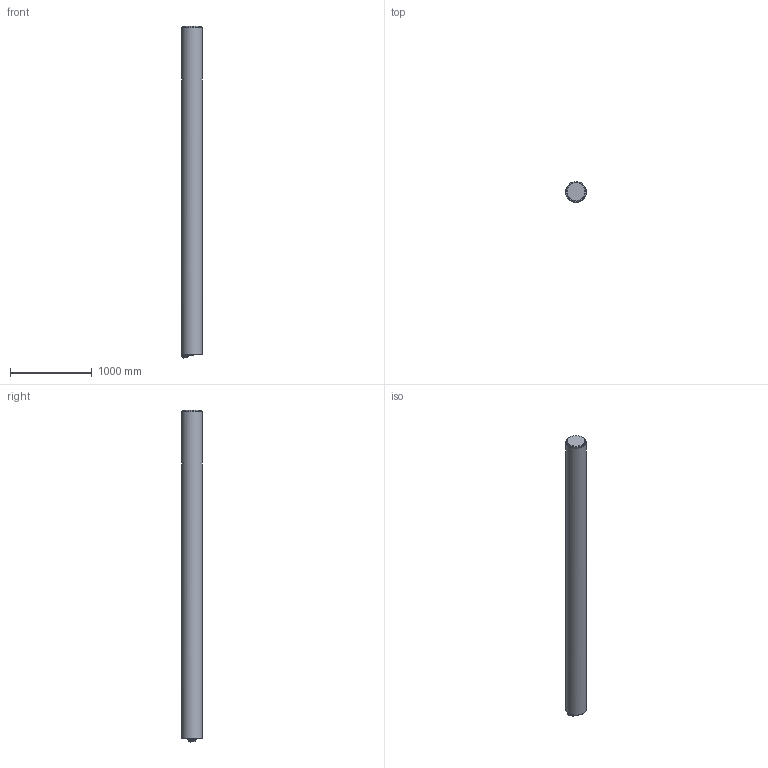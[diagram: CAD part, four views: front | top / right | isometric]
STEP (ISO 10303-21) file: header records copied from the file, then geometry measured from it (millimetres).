
FILE_DESCRIPTION(/* description */ (''),/* implementation_level */ '2;1');
FILE_NAME(/* name */ '1529149710893.stp',/* time_stamp */ '2018-06-16T13:48:37+02:00',/* author */ (''),/* organization */ ('SMS'),/* preprocessor_version */ 'ST-DEVELOPER v15',/* originating_system */ 'SIEMENS PLM Software NX 8.5',/* authorisation */ '');
FILE_SCHEMA (('AUTOMOTIVE_DESIGN { 1 0 10303 214 3 1 1 1 }'));
Length unit declared in the file: millimetre
Products named in the file (1): 570-3C_250_4000R
Bounding box: 250 x 250 x 4061.17 mm (x, y, z)
Volume: 197437534.7 mm3; surface area: 3266623.6 mm2
Topology: 1 solids, 3 shells, 92 faces, 224 edges, 147 vertices
Faces by surface type: plane 48, cylinder 25, cone 14, torus 5
Full cylindrical faces by diameter (mm): 3 x2, 3.3 x2, 5 x2, 10 x2, 16 x1, 80 x1, 230 x1, 250 x1
Entity records: 2525 total; most frequent: DIRECTION 460, CARTESIAN_POINT 420, ORIENTED_EDGE 368, EDGE_CURVE 184, AXIS2_PLACEMENT_3D 182, VERTEX_POINT 131, EDGE_LOOP 125, LINE 96
